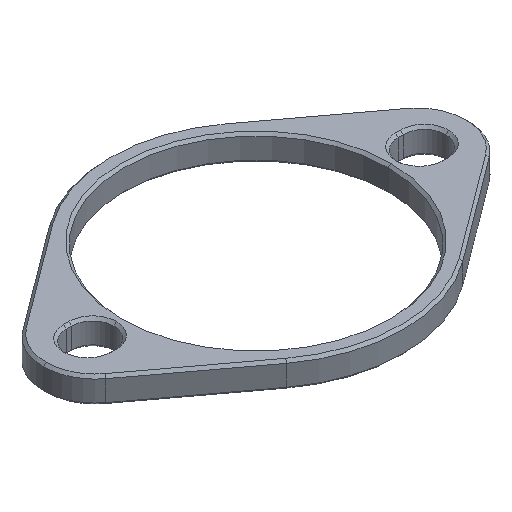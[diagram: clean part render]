
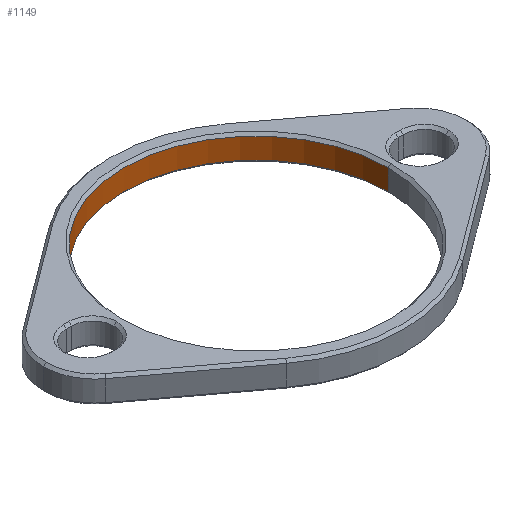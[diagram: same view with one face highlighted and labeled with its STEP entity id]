
A CAD part, isometric view. The second image highlights one B-rep face of the part: STEP entity #1149.
In plain terms, the highlighted cylindrical face has radius 25.5 mm (diameter 51 mm), a partial arc.
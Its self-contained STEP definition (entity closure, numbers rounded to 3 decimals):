
#17 = CIRCLE ( 'NONE', #1568, 25.5 ) ;
#122 = DIRECTION ( 'NONE',  ( 1., 0., 0. ) ) ;
#170 = CIRCLE ( 'NONE', #1117, 25.5 ) ;
#223 = CARTESIAN_POINT ( 'NONE',  ( 25.5, 0., 4.5 ) ) ;
#315 = VERTEX_POINT ( 'NONE', #223 ) ;
#385 = DIRECTION ( 'NONE',  ( 0., 0., -1. ) ) ;
#431 = EDGE_CURVE ( 'NONE', #1522, #1564, #17, .T. ) ;
#500 = CARTESIAN_POINT ( 'NONE',  ( -25.5, 0., 4.5 ) ) ;
#558 = FACE_OUTER_BOUND ( 'NONE', #787, .T. ) ;
#560 = CARTESIAN_POINT ( 'NONE',  ( -25.5, 0., 0.5 ) ) ;
#683 = CARTESIAN_POINT ( 'NONE',  ( 25.5, 0., 0.5 ) ) ;
#787 = EDGE_LOOP ( 'NONE', ( #1005, #1390, #1151, #1154 ) ) ;
#802 = DIRECTION ( 'NONE',  ( 1., 0., 0. ) ) ;
#950 = VECTOR ( 'NONE', #1546, 1000. ) ;
#975 = AXIS2_PLACEMENT_3D ( 'NONE', #1489, #1060, #1342 ) ;
#1005 = ORIENTED_EDGE ( 'NONE', *, *, #1443, .F. ) ;
#1042 = CYLINDRICAL_SURFACE ( 'NONE', #975, 25.5 ) ;
#1060 = DIRECTION ( 'NONE',  ( 0., 0., -1. ) ) ;
#1076 = CARTESIAN_POINT ( 'NONE',  ( 0., 0., 4.5 ) ) ;
#1117 = AXIS2_PLACEMENT_3D ( 'NONE', #1076, #1662, #802 ) ;
#1125 = VECTOR ( 'NONE', #1851, 1000. ) ;
#1126 = CARTESIAN_POINT ( 'NONE',  ( 0., 0., 0.5 ) ) ;
#1149 = ADVANCED_FACE ( 'NONE', ( #558 ), #1042, .F. ) ;
#1151 = ORIENTED_EDGE ( 'NONE', *, *, #1371, .T. ) ;
#1154 = ORIENTED_EDGE ( 'NONE', *, *, #431, .T. ) ;
#1342 = DIRECTION ( 'NONE',  ( -1., 0., 0. ) ) ;
#1371 = EDGE_CURVE ( 'NONE', #1797, #1522, #1611, .T. ) ;
#1390 = ORIENTED_EDGE ( 'NONE', *, *, #1863, .T. ) ;
#1398 = LINE ( 'NONE', #1828, #1125 ) ;
#1443 = EDGE_CURVE ( 'NONE', #315, #1564, #1398, .T. ) ;
#1489 = CARTESIAN_POINT ( 'NONE',  ( 0., 0., 5. ) ) ;
#1522 = VERTEX_POINT ( 'NONE', #560 ) ;
#1546 = DIRECTION ( 'NONE',  ( 0., 0., -1. ) ) ;
#1564 = VERTEX_POINT ( 'NONE', #683 ) ;
#1568 = AXIS2_PLACEMENT_3D ( 'NONE', #1126, #385, #122 ) ;
#1611 = LINE ( 'NONE', #1630, #950 ) ;
#1630 = CARTESIAN_POINT ( 'NONE',  ( -25.5, 0., 5. ) ) ;
#1662 = DIRECTION ( 'NONE',  ( 0., 0., 1. ) ) ;
#1797 = VERTEX_POINT ( 'NONE', #500 ) ;
#1828 = CARTESIAN_POINT ( 'NONE',  ( 25.5, 0., 5. ) ) ;
#1851 = DIRECTION ( 'NONE',  ( 0., 0., -1. ) ) ;
#1863 = EDGE_CURVE ( 'NONE', #315, #1797, #170, .T. ) ;
